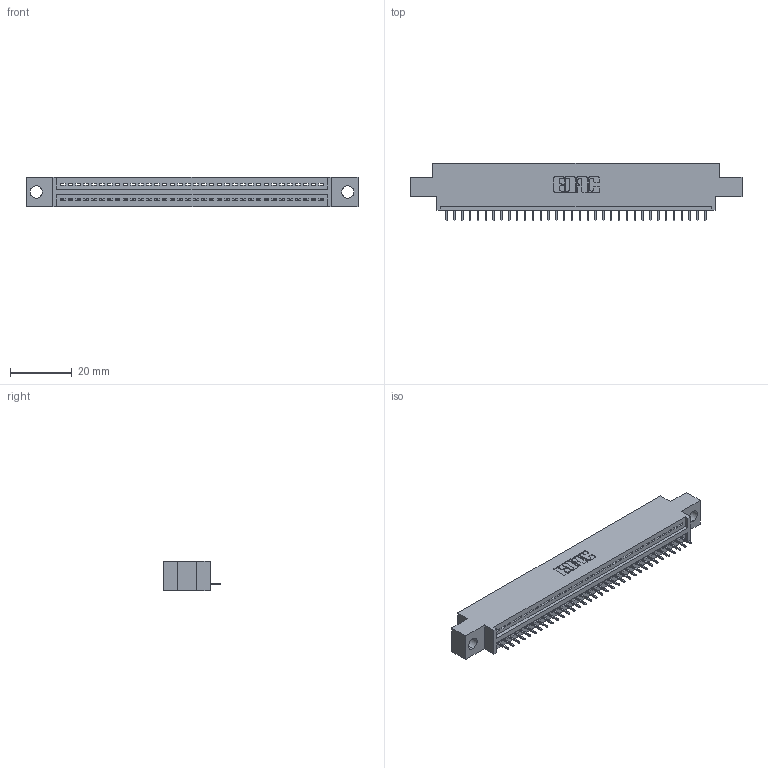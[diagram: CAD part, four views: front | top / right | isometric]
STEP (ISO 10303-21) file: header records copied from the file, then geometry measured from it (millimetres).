
FILE_DESCRIPTION (( 'STEP AP203' ), '1' );
FILE_NAME ('845-034-525-604.STEP', '2020-09-23T02:14:30', ( '' ), ( '' ), 'SwSTEP 2.0', 'SolidWorks 2020', '' );
FILE_SCHEMA (( 'CONFIG_CONTROL_DESIGN' ));
Length unit declared in the file: inch
Products named in the file (3): 845 Part_0.170 Offset - 0.156 Dia-TH; 345-292-001_345-293-125; 845-034-525-604
Assembly tree (35 placements, depth 2):
  845-034-525-604
    845 Part_0.170 Offset - 0.156 Dia-TH
    345-292-001_345-293-125  x34
Bounding box: 107.57 x 18.72 x 9.4 mm (x, y, z)
Volume: 9811.4 mm3; surface area: 12402.1 mm2
Topology: 35 solids, 35 shells, 2238 faces, 6473 edges, 4178 vertices
Faces by surface type: plane 1648, cylinder 590
Entity records: 26875 total; most frequent: CARTESIAN_POINT 4662, ORIENTED_EDGE 4630, DIRECTION 4083, EDGE_CURVE 2315, VECTOR 2051, LINE 2051, VERTEX_POINT 1538, AXIS2_PLACEMENT_3D 1016
